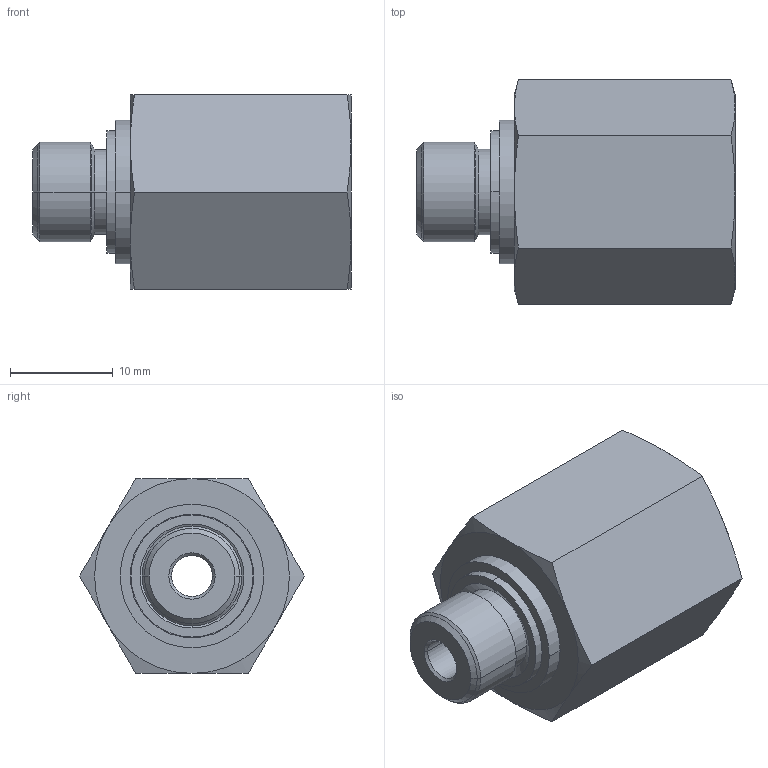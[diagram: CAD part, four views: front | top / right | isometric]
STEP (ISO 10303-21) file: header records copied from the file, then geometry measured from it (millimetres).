
FILE_DESCRIPTION((''),'2;1');
FILE_NAME('ILCM43000019','2009-07-27T',('mes'),(''),'PRO/ENGINEER BY PARAMETRIC TECHNOLOGY CORPORATION, 2007460','PRO/ENGINEER BY PARAMETRIC TECHNOLOGY CORPORATION, 2007460','');
FILE_SCHEMA(('AUTOMOTIVE_DESIGN_CC2 { 1 2 10303 214 -1 1 5 2 }'));
Length unit declared in the file: inch
Products named in the file (1): ILCM43000019
Bounding box: 31 x 21.94 x 19 mm (x, y, z)
Volume: 5923.4 mm3; surface area: 3201.6 mm2
Topology: 1 solids, 2 shells, 55 faces, 118 edges, 70 vertices
Faces by surface type: cone 24, cylinder 18, plane 13
Entity records: 2134 total; most frequent: CARTESIAN_POINT 440, DIRECTION 264, ORIENTED_EDGE 232, EDGE_CURVE 118, AXIS2_PLACEMENT_3D 114, COLOUR_RGB 105, VERTEX_POINT 70, EDGE_LOOP 62
